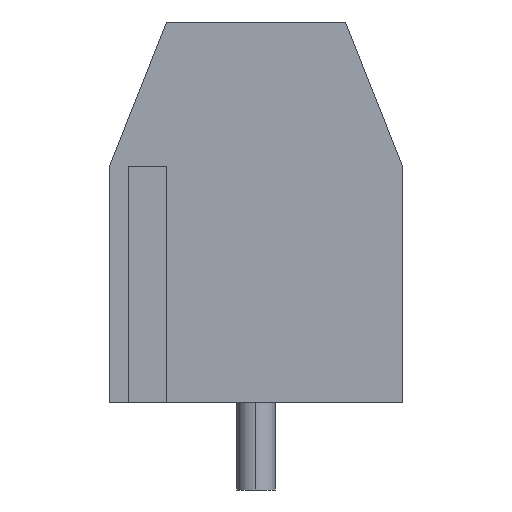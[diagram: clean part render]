
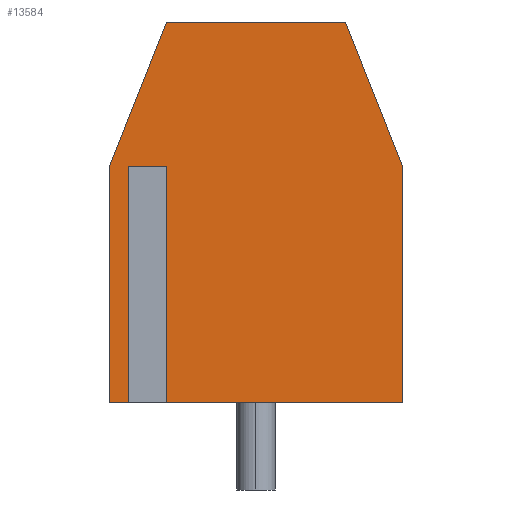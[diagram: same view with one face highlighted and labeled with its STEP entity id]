
A CAD part, left-side view. The second image highlights one B-rep face of the part: STEP entity #13584.
In plain terms, the highlighted planar face has unit normal (-1, 0, 0).
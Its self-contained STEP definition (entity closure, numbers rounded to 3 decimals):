
#980 = CARTESIAN_POINT ( 'NONE',  ( -2.514, -3.85, 0.045 ) ) ;
#981 = LINE ( 'NONE', #980, #1041 ) ;
#982 = CARTESIAN_POINT ( 'NONE',  ( -2.514, 3.35, 0.045 ) ) ;
#1015 = CARTESIAN_POINT ( 'NONE',  ( -2.514, 2.35, 0.045 ) ) ;
#1016 = CARTESIAN_POINT ( 'NONE',  ( -2.514, -3.85, 0.045 ) ) ;
#1040 = DIRECTION ( 'NONE',  ( 0., -1., 0. ) ) ;
#1041 = VECTOR ( 'NONE', #1040, 1000. ) ;
#1134 = CARTESIAN_POINT ( 'NONE',  ( -2.514, 3.85, 0.045 ) ) ;
#1160 = DIRECTION ( 'NONE',  ( 0., 0., -1. ) ) ;
#1161 = VECTOR ( 'NONE', #1160, 1000. ) ;
#1162 = CARTESIAN_POINT ( 'NONE',  ( -2.514, -3.85, 0.045 ) ) ;
#1163 = LINE ( 'NONE', #1162, #1161 ) ;
#1165 = CARTESIAN_POINT ( 'NONE',  ( -2.514, -3.85, 6.245 ) ) ;
#1170 = DIRECTION ( 'NONE',  ( 0., 1., 0. ) ) ;
#1171 = VECTOR ( 'NONE', #1170, 1000. ) ;
#1172 = CARTESIAN_POINT ( 'NONE',  ( -2.514, 2.35, 0.045 ) ) ;
#1173 = LINE ( 'NONE', #1172, #1171 ) ;
#1493 = DIRECTION ( 'NONE',  ( 0., 0.367, -0.93 ) ) ;
#1494 = VECTOR ( 'NONE', #1493, 1000. ) ;
#1495 = CARTESIAN_POINT ( 'NONE',  ( -2.514, 2.35, 10.045 ) ) ;
#1496 = LINE ( 'NONE', #1495, #1494 ) ;
#1516 = CARTESIAN_POINT ( 'NONE',  ( -2.514, 3.35, 6.245 ) ) ;
#1517 = DIRECTION ( 'NONE',  ( 0., 0., 1. ) ) ;
#1518 = VECTOR ( 'NONE', #1517, 1000. ) ;
#1519 = CARTESIAN_POINT ( 'NONE',  ( -2.514, 3.35, 0.045 ) ) ;
#1520 = LINE ( 'NONE', #1519, #1518 ) ;
#1560 = CARTESIAN_POINT ( 'NONE',  ( -2.514, -2.35, 10.045 ) ) ;
#1561 = DIRECTION ( 'NONE',  ( 0., 0.367, 0.93 ) ) ;
#1562 = VECTOR ( 'NONE', #1561, 1000. ) ;
#1563 = CARTESIAN_POINT ( 'NONE',  ( -2.514, -3.85, 6.245 ) ) ;
#1564 = LINE ( 'NONE', #1563, #1562 ) ;
#1565 = DIRECTION ( 'NONE',  ( 0., 0., -1. ) ) ;
#1566 = VECTOR ( 'NONE', #1565, 1000. ) ;
#1567 = CARTESIAN_POINT ( 'NONE',  ( -2.514, 2.35, 0.045 ) ) ;
#1568 = LINE ( 'NONE', #1567, #1566 ) ;
#1569 = CARTESIAN_POINT ( 'NONE',  ( -2.514, 2.35, 6.245 ) ) ;
#1570 = DIRECTION ( 'NONE',  ( 0., -1., 0. ) ) ;
#1571 = VECTOR ( 'NONE', #1570, 1000. ) ;
#1572 = CARTESIAN_POINT ( 'NONE',  ( -2.514, -3.85, 6.245 ) ) ;
#1573 = LINE ( 'NONE', #1572, #1571 ) ;
#1583 = FACE_OUTER_BOUND ( 'NONE', #13585, .T. ) ;
#1584 = DIRECTION ( 'NONE',  ( 0., 0., 1. ) ) ;
#1585 = VECTOR ( 'NONE', #1584, 1000. ) ;
#1586 = CARTESIAN_POINT ( 'NONE',  ( -2.514, 3.85, 0.045 ) ) ;
#1587 = LINE ( 'NONE', #1586, #1585 ) ;
#1589 = CARTESIAN_POINT ( 'NONE',  ( -2.514, 3.85, 6.245 ) ) ;
#1615 = DIRECTION ( 'NONE',  ( 0., 0., 1. ) ) ;
#1616 = DIRECTION ( 'NONE',  ( -1., 0., 0. ) ) ;
#1617 = CARTESIAN_POINT ( 'NONE',  ( -2.514, -3.85, 0.045 ) ) ;
#1618 = AXIS2_PLACEMENT_3D ( 'NONE', #1617, #1616, #1615 ) ;
#1620 = PLANE ( 'NONE',  #1618 ) ;
#1732 = CARTESIAN_POINT ( 'NONE',  ( -2.514, 2.35, 10.045 ) ) ;
#1733 = DIRECTION ( 'NONE',  ( 0., 1., 0. ) ) ;
#1734 = VECTOR ( 'NONE', #1733, 1000. ) ;
#1735 = CARTESIAN_POINT ( 'NONE',  ( -2.514, -3.85, 10.045 ) ) ;
#1740 = LINE ( 'NONE', #1735, #1734 ) ;
#13332 = VERTEX_POINT ( 'NONE', #982 ) ;
#13334 = EDGE_CURVE ( 'NONE', #13399, #13332, #981, .T. ) ;
#13348 = VERTEX_POINT ( 'NONE', #1016 ) ;
#13349 = VERTEX_POINT ( 'NONE', #1015 ) ;
#13399 = VERTEX_POINT ( 'NONE', #1134 ) ;
#13415 = EDGE_CURVE ( 'NONE', #13348, #13349, #1173, .T. ) ;
#13419 = VERTEX_POINT ( 'NONE', #1165 ) ;
#13421 = EDGE_CURVE ( 'NONE', #13419, #13348, #1163, .T. ) ;
#13548 = EDGE_CURVE ( 'NONE', #13630, #13579, #1496, .T. ) ;
#13549 = ORIENTED_EDGE ( 'NONE', *, *, #13583, .F. ) ;
#13550 = ORIENTED_EDGE ( 'NONE', *, *, #13334, .T. ) ;
#13558 = ORIENTED_EDGE ( 'NONE', *, *, #13559, .T. ) ;
#13559 = EDGE_CURVE ( 'NONE', #13332, #13560, #1520, .T. ) ;
#13560 = VERTEX_POINT ( 'NONE', #1516 ) ;
#13561 = ORIENTED_EDGE ( 'NONE', *, *, #13562, .T. ) ;
#13562 = EDGE_CURVE ( 'NONE', #13560, #13563, #1573, .T. ) ;
#13563 = VERTEX_POINT ( 'NONE', #1569 ) ;
#13564 = ORIENTED_EDGE ( 'NONE', *, *, #13565, .T. ) ;
#13565 = EDGE_CURVE ( 'NONE', #13563, #13349, #1568, .T. ) ;
#13566 = ORIENTED_EDGE ( 'NONE', *, *, #13415, .F. ) ;
#13567 = ORIENTED_EDGE ( 'NONE', *, *, #13421, .F. ) ;
#13568 = ORIENTED_EDGE ( 'NONE', *, *, #13569, .T. ) ;
#13569 = EDGE_CURVE ( 'NONE', #13419, #13570, #1564, .T. ) ;
#13570 = VERTEX_POINT ( 'NONE', #1560 ) ;
#13579 = VERTEX_POINT ( 'NONE', #1589 ) ;
#13583 = EDGE_CURVE ( 'NONE', #13399, #13579, #1587, .T. ) ;
#13584 = ADVANCED_FACE ( 'NONE', ( #1583 ), #1620, .T. ) ;
#13585 = EDGE_LOOP ( 'NONE', ( #13558, #13561, #13564, #13566, #13567, #13568, #13628, #13631, #13549, #13550 ) ) ;
#13628 = ORIENTED_EDGE ( 'NONE', *, *, #13629, .T. ) ;
#13629 = EDGE_CURVE ( 'NONE', #13570, #13630, #1740, .T. ) ;
#13630 = VERTEX_POINT ( 'NONE', #1732 ) ;
#13631 = ORIENTED_EDGE ( 'NONE', *, *, #13548, .T. ) ;
